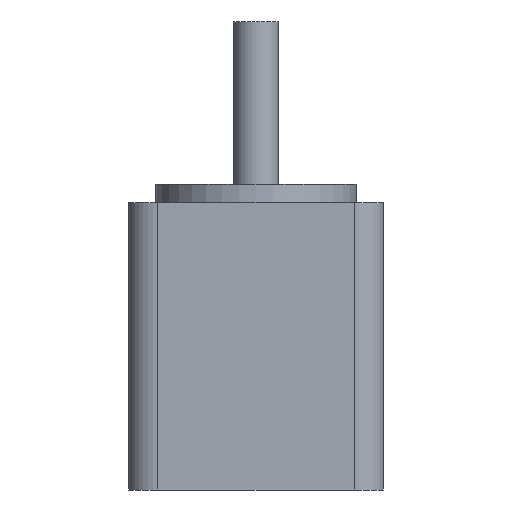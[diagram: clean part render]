
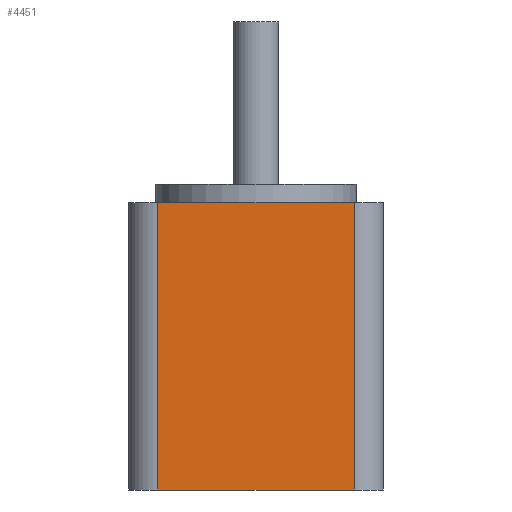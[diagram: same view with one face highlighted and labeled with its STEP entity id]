
A CAD part, front view. The second image highlights one B-rep face of the part: STEP entity #4451.
In plain terms, the highlighted planar face has unit normal (0, -1, 0).
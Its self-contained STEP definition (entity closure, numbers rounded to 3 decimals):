
#331 = PLANE('',#332);
#332 = AXIS2_PLACEMENT_3D('',#333,#334,#335);
#333 = CARTESIAN_POINT('',(0.,0.,31.496));
#334 = DIRECTION('',(0.,0.,1.));
#335 = DIRECTION('',(1.,0.,-0.));
#3680 = PLANE('',#3681);
#3681 = AXIS2_PLACEMENT_3D('',#3682,#3683,#3684);
#3682 = CARTESIAN_POINT('',(0.,0.,0.));
#3683 = DIRECTION('',(0.,0.,1.));
#3684 = DIRECTION('',(1.,0.,-0.));
#3779 = CYLINDRICAL_SURFACE('',#3780,3.175);
#3780 = AXIS2_PLACEMENT_3D('',#3781,#3782,#3783);
#3781 = CARTESIAN_POINT('',(10.795,-10.795,31.496));
#3782 = DIRECTION('',(0.,0.,-1.));
#3783 = DIRECTION('',(0.,-1.,0.));
#4252 = CYLINDRICAL_SURFACE('',#4253,3.175);
#4253 = AXIS2_PLACEMENT_3D('',#4254,#4255,#4256);
#4254 = CARTESIAN_POINT('',(-10.795,-10.795,31.496));
#4255 = DIRECTION('',(0.,0.,-1.));
#4256 = DIRECTION('',(-1.,0.,0.));
#4312 = VERTEX_POINT('',#4313);
#4313 = CARTESIAN_POINT('',(-10.795,-13.97,0.));
#4357 = EDGE_CURVE('',#4358,#4312,#4360,.T.);
#4358 = VERTEX_POINT('',#4359);
#4359 = CARTESIAN_POINT('',(-10.795,-13.97,31.496));
#4360 = SURFACE_CURVE('',#4361,(#4365,#4394),.PCURVE_S1.);
#4361 = LINE('',#4362,#4363);
#4362 = CARTESIAN_POINT('',(-10.795,-13.97,31.496));
#4363 = VECTOR('',#4364,1.);
#4364 = DIRECTION('',(0.,0.,-1.));
#4365 = PCURVE('',#4252,#4366);
#4366 = DEFINITIONAL_REPRESENTATION('',(#4367),#4393);
#4367 = B_SPLINE_CURVE_WITH_KNOTS('',3,(#4368,#4369,#4370,#4371,#4372,
    #4373,#4374,#4375,#4376,#4377,#4378,#4379,#4380,#4381,#4382,#4383,
    #4384,#4385,#4386,#4387,#4388,#4389,#4390,#4391,#4392),
  .UNSPECIFIED.,.F.,.F.,(4,1,1,1,1,1,1,1,1,1,1,1,1,1,1,1,1,1,1,1,1,1,4),
  (0.,1.432,2.863,4.295,5.727,
    7.158,8.59,10.021,11.453,
    12.885,14.316,15.748,17.18,
    18.611,20.043,21.475,22.906,
    24.338,25.769,27.201,28.633,
    30.064,31.496),.QUASI_UNIFORM_KNOTS.);
#4368 = CARTESIAN_POINT('',(4.712,0.));
#4369 = CARTESIAN_POINT('',(4.712,0.477));
#4370 = CARTESIAN_POINT('',(4.712,1.432));
#4371 = CARTESIAN_POINT('',(4.712,2.863));
#4372 = CARTESIAN_POINT('',(4.712,4.295));
#4373 = CARTESIAN_POINT('',(4.712,5.727));
#4374 = CARTESIAN_POINT('',(4.712,7.158));
#4375 = CARTESIAN_POINT('',(4.712,8.59));
#4376 = CARTESIAN_POINT('',(4.712,10.021));
#4377 = CARTESIAN_POINT('',(4.712,11.453));
#4378 = CARTESIAN_POINT('',(4.712,12.885));
#4379 = CARTESIAN_POINT('',(4.712,14.316));
#4380 = CARTESIAN_POINT('',(4.712,15.748));
#4381 = CARTESIAN_POINT('',(4.712,17.18));
#4382 = CARTESIAN_POINT('',(4.712,18.611));
#4383 = CARTESIAN_POINT('',(4.712,20.043));
#4384 = CARTESIAN_POINT('',(4.712,21.475));
#4385 = CARTESIAN_POINT('',(4.712,22.906));
#4386 = CARTESIAN_POINT('',(4.712,24.338));
#4387 = CARTESIAN_POINT('',(4.712,25.769));
#4388 = CARTESIAN_POINT('',(4.712,27.201));
#4389 = CARTESIAN_POINT('',(4.712,28.633));
#4390 = CARTESIAN_POINT('',(4.712,30.064));
#4391 = CARTESIAN_POINT('',(4.712,31.019));
#4392 = CARTESIAN_POINT('',(4.712,31.496));
#4393 = ( GEOMETRIC_REPRESENTATION_CONTEXT(2) 
PARAMETRIC_REPRESENTATION_CONTEXT() REPRESENTATION_CONTEXT('2D SPACE',''
  ) );
#4394 = PCURVE('',#4395,#4400);
#4395 = PLANE('',#4396);
#4396 = AXIS2_PLACEMENT_3D('',#4397,#4398,#4399);
#4397 = CARTESIAN_POINT('',(-10.795,-13.97,31.496));
#4398 = DIRECTION('',(0.,-1.,0.));
#4399 = DIRECTION('',(0.,0.,-1.));
#4400 = DEFINITIONAL_REPRESENTATION('',(#4401),#4405);
#4401 = LINE('',#4402,#4403);
#4402 = CARTESIAN_POINT('',(0.,0.));
#4403 = VECTOR('',#4404,1.);
#4404 = DIRECTION('',(1.,0.));
#4405 = ( GEOMETRIC_REPRESENTATION_CONTEXT(2) 
PARAMETRIC_REPRESENTATION_CONTEXT() REPRESENTATION_CONTEXT('2D SPACE',''
  ) );
#4451 = ADVANCED_FACE('',(#4452),#4395,.T.);
#4452 = FACE_BOUND('',#4453,.T.);
#4453 = EDGE_LOOP('',(#4454,#4477,#4522,#4543));
#4454 = ORIENTED_EDGE('',*,*,#4455,.T.);
#4455 = EDGE_CURVE('',#4312,#4456,#4458,.T.);
#4456 = VERTEX_POINT('',#4457);
#4457 = CARTESIAN_POINT('',(10.795,-13.97,0.));
#4458 = SURFACE_CURVE('',#4459,(#4463,#4470),.PCURVE_S1.);
#4459 = LINE('',#4460,#4461);
#4460 = CARTESIAN_POINT('',(-10.795,-13.97,0.));
#4461 = VECTOR('',#4462,1.);
#4462 = DIRECTION('',(1.,0.,0.));
#4463 = PCURVE('',#4395,#4464);
#4464 = DEFINITIONAL_REPRESENTATION('',(#4465),#4469);
#4465 = LINE('',#4466,#4467);
#4466 = CARTESIAN_POINT('',(31.496,0.));
#4467 = VECTOR('',#4468,1.);
#4468 = DIRECTION('',(0.,1.));
#4469 = ( GEOMETRIC_REPRESENTATION_CONTEXT(2) 
PARAMETRIC_REPRESENTATION_CONTEXT() REPRESENTATION_CONTEXT('2D SPACE',''
  ) );
#4470 = PCURVE('',#3680,#4471);
#4471 = DEFINITIONAL_REPRESENTATION('',(#4472),#4476);
#4472 = LINE('',#4473,#4474);
#4473 = CARTESIAN_POINT('',(-10.795,-13.97));
#4474 = VECTOR('',#4475,1.);
#4475 = DIRECTION('',(1.,0.));
#4476 = ( GEOMETRIC_REPRESENTATION_CONTEXT(2) 
PARAMETRIC_REPRESENTATION_CONTEXT() REPRESENTATION_CONTEXT('2D SPACE',''
  ) );
#4477 = ORIENTED_EDGE('',*,*,#4478,.F.);
#4478 = EDGE_CURVE('',#4479,#4456,#4481,.T.);
#4479 = VERTEX_POINT('',#4480);
#4480 = CARTESIAN_POINT('',(10.795,-13.97,31.496));
#4481 = SURFACE_CURVE('',#4482,(#4486,#4493),.PCURVE_S1.);
#4482 = LINE('',#4483,#4484);
#4483 = CARTESIAN_POINT('',(10.795,-13.97,31.496));
#4484 = VECTOR('',#4485,1.);
#4485 = DIRECTION('',(0.,0.,-1.));
#4486 = PCURVE('',#4395,#4487);
#4487 = DEFINITIONAL_REPRESENTATION('',(#4488),#4492);
#4488 = LINE('',#4489,#4490);
#4489 = CARTESIAN_POINT('',(0.,21.59));
#4490 = VECTOR('',#4491,1.);
#4491 = DIRECTION('',(1.,0.));
#4492 = ( GEOMETRIC_REPRESENTATION_CONTEXT(2) 
PARAMETRIC_REPRESENTATION_CONTEXT() REPRESENTATION_CONTEXT('2D SPACE',''
  ) );
#4493 = PCURVE('',#3779,#4494);
#4494 = DEFINITIONAL_REPRESENTATION('',(#4495),#4521);
#4495 = B_SPLINE_CURVE_WITH_KNOTS('',3,(#4496,#4497,#4498,#4499,#4500,
    #4501,#4502,#4503,#4504,#4505,#4506,#4507,#4508,#4509,#4510,#4511,
    #4512,#4513,#4514,#4515,#4516,#4517,#4518,#4519,#4520),
  .UNSPECIFIED.,.F.,.F.,(4,1,1,1,1,1,1,1,1,1,1,1,1,1,1,1,1,1,1,1,1,1,4),
  (0.,1.432,2.863,4.295,5.727,
    7.158,8.59,10.021,11.453,
    12.885,14.316,15.748,17.18,
    18.611,20.043,21.475,22.906,
    24.338,25.769,27.201,28.633,
    30.064,31.496),.QUASI_UNIFORM_KNOTS.);
#4496 = CARTESIAN_POINT('',(6.283,0.));
#4497 = CARTESIAN_POINT('',(6.283,0.477));
#4498 = CARTESIAN_POINT('',(6.283,1.432));
#4499 = CARTESIAN_POINT('',(6.283,2.863));
#4500 = CARTESIAN_POINT('',(6.283,4.295));
#4501 = CARTESIAN_POINT('',(6.283,5.727));
#4502 = CARTESIAN_POINT('',(6.283,7.158));
#4503 = CARTESIAN_POINT('',(6.283,8.59));
#4504 = CARTESIAN_POINT('',(6.283,10.021));
#4505 = CARTESIAN_POINT('',(6.283,11.453));
#4506 = CARTESIAN_POINT('',(6.283,12.885));
#4507 = CARTESIAN_POINT('',(6.283,14.316));
#4508 = CARTESIAN_POINT('',(6.283,15.748));
#4509 = CARTESIAN_POINT('',(6.283,17.18));
#4510 = CARTESIAN_POINT('',(6.283,18.611));
#4511 = CARTESIAN_POINT('',(6.283,20.043));
#4512 = CARTESIAN_POINT('',(6.283,21.475));
#4513 = CARTESIAN_POINT('',(6.283,22.906));
#4514 = CARTESIAN_POINT('',(6.283,24.338));
#4515 = CARTESIAN_POINT('',(6.283,25.769));
#4516 = CARTESIAN_POINT('',(6.283,27.201));
#4517 = CARTESIAN_POINT('',(6.283,28.633));
#4518 = CARTESIAN_POINT('',(6.283,30.064));
#4519 = CARTESIAN_POINT('',(6.283,31.019));
#4520 = CARTESIAN_POINT('',(6.283,31.496));
#4521 = ( GEOMETRIC_REPRESENTATION_CONTEXT(2) 
PARAMETRIC_REPRESENTATION_CONTEXT() REPRESENTATION_CONTEXT('2D SPACE',''
  ) );
#4522 = ORIENTED_EDGE('',*,*,#4523,.F.);
#4523 = EDGE_CURVE('',#4358,#4479,#4524,.T.);
#4524 = SURFACE_CURVE('',#4525,(#4529,#4536),.PCURVE_S1.);
#4525 = LINE('',#4526,#4527);
#4526 = CARTESIAN_POINT('',(-10.795,-13.97,31.496));
#4527 = VECTOR('',#4528,1.);
#4528 = DIRECTION('',(1.,0.,0.));
#4529 = PCURVE('',#4395,#4530);
#4530 = DEFINITIONAL_REPRESENTATION('',(#4531),#4535);
#4531 = LINE('',#4532,#4533);
#4532 = CARTESIAN_POINT('',(0.,0.));
#4533 = VECTOR('',#4534,1.);
#4534 = DIRECTION('',(0.,1.));
#4535 = ( GEOMETRIC_REPRESENTATION_CONTEXT(2) 
PARAMETRIC_REPRESENTATION_CONTEXT() REPRESENTATION_CONTEXT('2D SPACE',''
  ) );
#4536 = PCURVE('',#331,#4537);
#4537 = DEFINITIONAL_REPRESENTATION('',(#4538),#4542);
#4538 = LINE('',#4539,#4540);
#4539 = CARTESIAN_POINT('',(-10.795,-13.97));
#4540 = VECTOR('',#4541,1.);
#4541 = DIRECTION('',(1.,0.));
#4542 = ( GEOMETRIC_REPRESENTATION_CONTEXT(2) 
PARAMETRIC_REPRESENTATION_CONTEXT() REPRESENTATION_CONTEXT('2D SPACE',''
  ) );
#4543 = ORIENTED_EDGE('',*,*,#4357,.T.);
